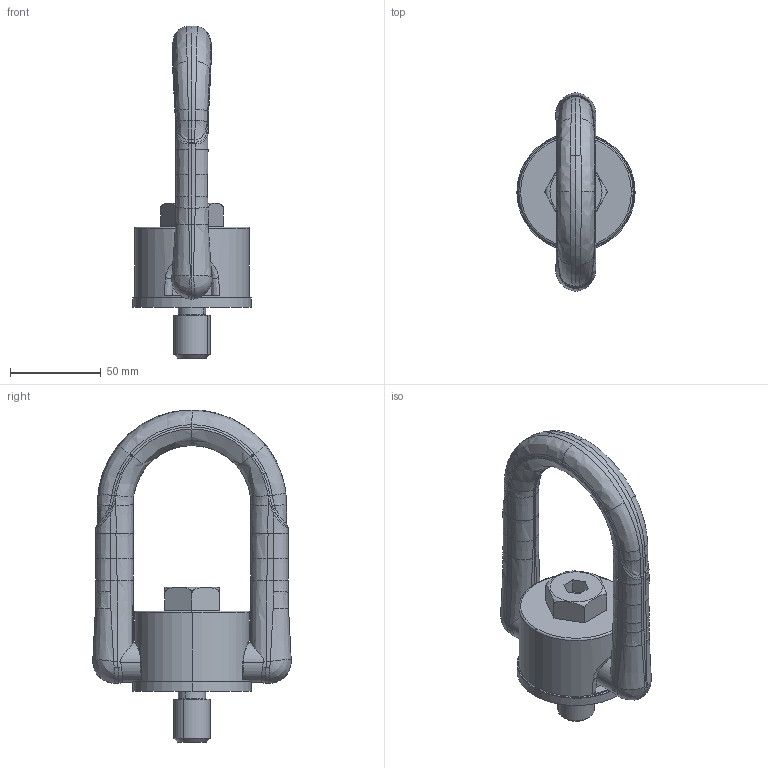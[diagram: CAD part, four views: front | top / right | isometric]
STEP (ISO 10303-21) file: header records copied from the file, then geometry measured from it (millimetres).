
FILE_DESCRIPTION(('CATIA V5 STEP Exchange'),'2;1');
FILE_NAME('YK8-231-025.stp','2017-05-18T09:37:43+00:00',('none'),('none'),'CATIA Version 5 Release 21 GA (IN-10)','CATIA V5 STEP AP203','none');
FILE_SCHEMA(('CONFIG_CONTROL_DESIGN'));
Length unit declared in the file: millimetre
Products named in the file (1): YK8-231-025
Assembly tree (3 placements, depth 2):
  YK8-231-025
    #58
    #1489
    #26703
Bounding box: 65 x 109.16 x 182.59 mm (x, y, z)
Volume: 291356.9 mm3; surface area: 48606.7 mm2
Topology: 3 solids, 3 shells, 338 faces, 824 edges, 498 vertices
Faces by surface type: bspline 218, plane 58, cylinder 40, torus 12, cone 10
Entity records: 28171 total; most frequent: CARTESIAN_POINT 22266, ORIENTED_EDGE 1648, EDGE_CURVE 824, B_SPLINE_CURVE_WITH_KNOTS 647, VERTEX_POINT 498, DIRECTION 387, EDGE_LOOP 346, ADVANCED_FACE 338
